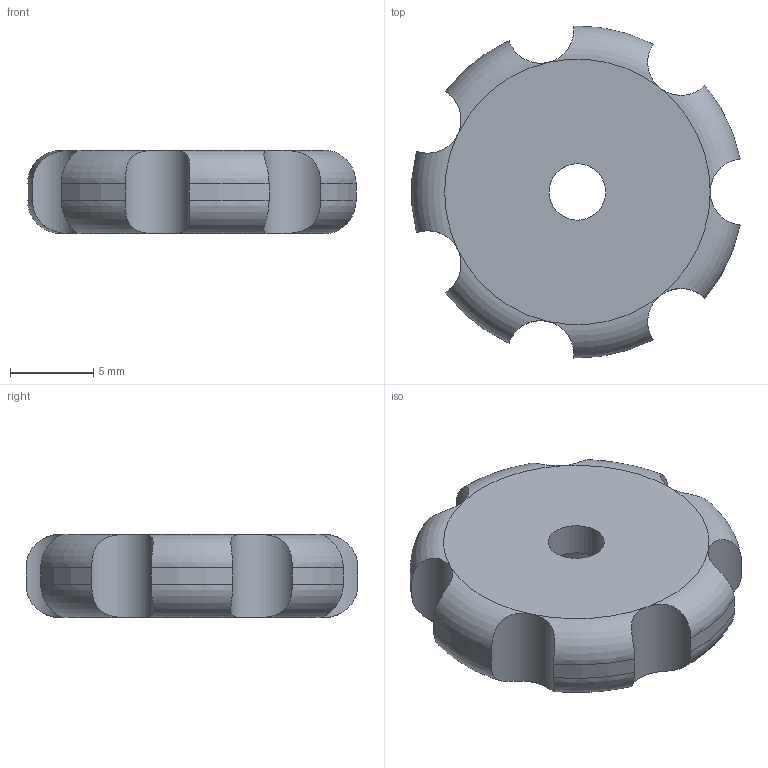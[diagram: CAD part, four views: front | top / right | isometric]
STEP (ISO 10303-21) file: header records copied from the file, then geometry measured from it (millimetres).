
FILE_DESCRIPTION(('FreeCAD Model'),'2;1');
FILE_NAME('Open CASCADE Shape Model','2023-02-26T11:20:56',('Author'),( ''),'Open CASCADE STEP processor 7.5','FreeCAD','Unknown');
FILE_SCHEMA(('AUTOMOTIVE_DESIGN { 1 0 10303 214 1 1 1 1 }'));
Length unit declared in the file: millimetre
Products named in the file (1): small.thumbwheel
Bounding box: 19.77 x 19.99 x 5 mm (x, y, z)
Volume: 1204.1 mm3; surface area: 898.6 mm2
Topology: 1 solids, 1 shells, 38 faces, 91 edges, 56 vertices
Faces by surface type: cylinder 15, torus 14, plane 9
Full cylindrical faces by diameter (mm): 3.4 x1
Entity records: 5970 total; most frequent: CARTESIAN_POINT 4260, DIRECTION 269, ORIENTED_EDGE 182, PCURVE 182, DEFINITIONAL_REPRESENTATION 182, LINE 115, VECTOR 115, B_SPLINE_CURVE_WITH_KNOTS 112
